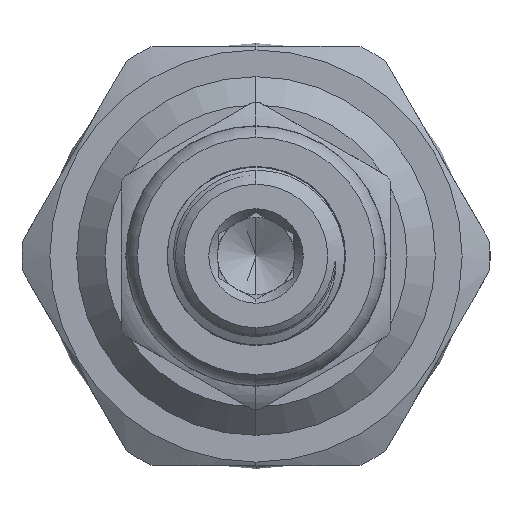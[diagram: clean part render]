
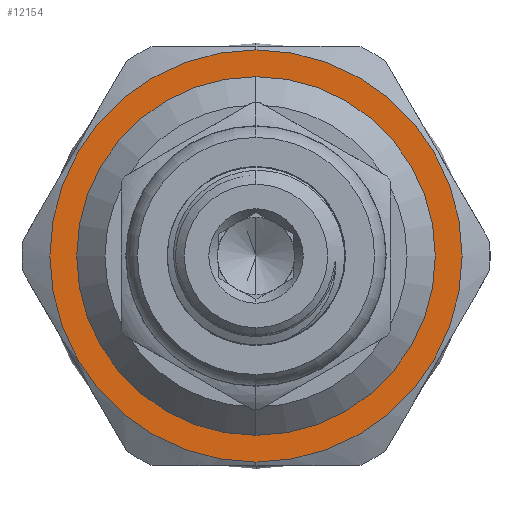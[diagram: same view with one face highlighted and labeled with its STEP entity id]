
A CAD part, left-side view. The second image highlights one B-rep face of the part: STEP entity #12154.
In plain terms, the highlighted planar face has unit normal (-1, 0, 0).
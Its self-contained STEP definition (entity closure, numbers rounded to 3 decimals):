
#61 = CARTESIAN_POINT ( 'NONE',  ( 12., 0., 10.92 ) ) ;
#282 = CARTESIAN_POINT ( 'NONE',  ( 12., 0., -10.92 ) ) ;
#1118 = EDGE_CURVE ( 'NONE', #15039, #12958, #8405, .T. ) ;
#1122 = EDGE_CURVE ( 'NONE', #11323, #11328, #8401, .T. ) ;
#1173 = EDGE_CURVE ( 'NONE', #12958, #15039, #12218, .T. ) ;
#1749 = DIRECTION ( 'NONE',  ( 0., 0., 1. ) ) ;
#1789 = CARTESIAN_POINT ( 'NONE',  ( 12., 0., 0. ) ) ;
#1875 = CARTESIAN_POINT ( 'NONE',  ( 12., 0., 0. ) ) ;
#1961 = DIRECTION ( 'NONE',  ( -1., 0., 0. ) ) ;
#2119 = DIRECTION ( 'NONE',  ( 0., 0., 1. ) ) ;
#2216 = DIRECTION ( 'NONE',  ( -1., 0., 0. ) ) ;
#2524 = CIRCLE ( 'NONE', #10951, 9.5 ) ;
#2836 = FACE_BOUND ( 'NONE', #13413, .T. ) ;
#2840 = FACE_OUTER_BOUND ( 'NONE', #13295, .T. ) ;
#5172 = DIRECTION ( 'NONE',  ( 0., 0., -1. ) ) ;
#5174 = PLANE ( 'NONE',  #11113 ) ;
#5176 = DIRECTION ( 'NONE',  ( 1., 0., 0. ) ) ;
#5178 = CARTESIAN_POINT ( 'NONE',  ( 12., 9.5, 0. ) ) ;
#6302 = ORIENTED_EDGE ( 'NONE', *, *, #10661, .F. ) ;
#6427 = ORIENTED_EDGE ( 'NONE', *, *, #1118, .T. ) ;
#7346 = ORIENTED_EDGE ( 'NONE', *, *, #1122, .F. ) ;
#7367 = ORIENTED_EDGE ( 'NONE', *, *, #1173, .T. ) ;
#7736 = CARTESIAN_POINT ( 'NONE',  ( 12., 0., 0. ) ) ;
#7746 = DIRECTION ( 'NONE',  ( -1., 0., 0. ) ) ;
#7751 = DIRECTION ( 'NONE',  ( 0., 0., 1. ) ) ;
#8401 = CIRCLE ( 'NONE', #10840, 9.5 ) ;
#8405 = CIRCLE ( 'NONE', #10841, 10.92 ) ;
#10064 = CARTESIAN_POINT ( 'NONE',  ( 12., 0., 0. ) ) ;
#10065 = DIRECTION ( 'NONE',  ( -1., 0., 0. ) ) ;
#10066 = DIRECTION ( 'NONE',  ( 0., 0., 1. ) ) ;
#10661 = EDGE_CURVE ( 'NONE', #11328, #11323, #2524, .T. ) ;
#10807 = AXIS2_PLACEMENT_3D ( 'NONE', #7736, #7746, #7751 ) ;
#10840 = AXIS2_PLACEMENT_3D ( 'NONE', #1789, #1961, #2119 ) ;
#10841 = AXIS2_PLACEMENT_3D ( 'NONE', #1875, #2216, #1749 ) ;
#10951 = AXIS2_PLACEMENT_3D ( 'NONE', #10064, #10065, #10066 ) ;
#11113 = AXIS2_PLACEMENT_3D ( 'NONE', #5178, #5176, #5172 ) ;
#11323 = VERTEX_POINT ( 'NONE', #11835 ) ;
#11328 = VERTEX_POINT ( 'NONE', #11841 ) ;
#11835 = CARTESIAN_POINT ( 'NONE',  ( 12., 0., -9.5 ) ) ;
#11841 = CARTESIAN_POINT ( 'NONE',  ( 12., 0., 9.5 ) ) ;
#12154 = ADVANCED_FACE ( 'NONE', ( #2836, #2840 ), #5174, .F. ) ;
#12218 = CIRCLE ( 'NONE', #10807, 10.92 ) ;
#12958 = VERTEX_POINT ( 'NONE', #61 ) ;
#13295 = EDGE_LOOP ( 'NONE', ( #6427, #7367 ) ) ;
#13413 = EDGE_LOOP ( 'NONE', ( #6302, #7346 ) ) ;
#15039 = VERTEX_POINT ( 'NONE', #282 ) ;
